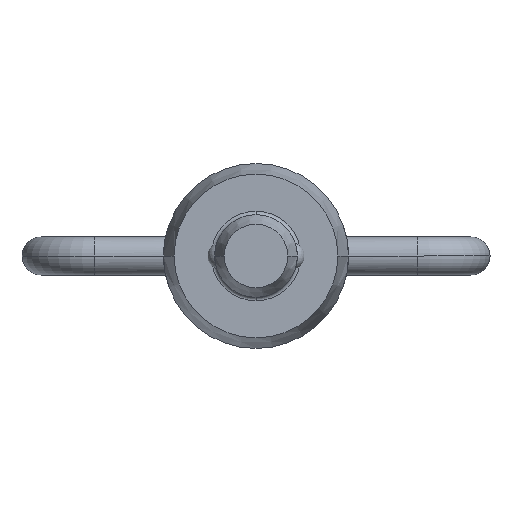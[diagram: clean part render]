
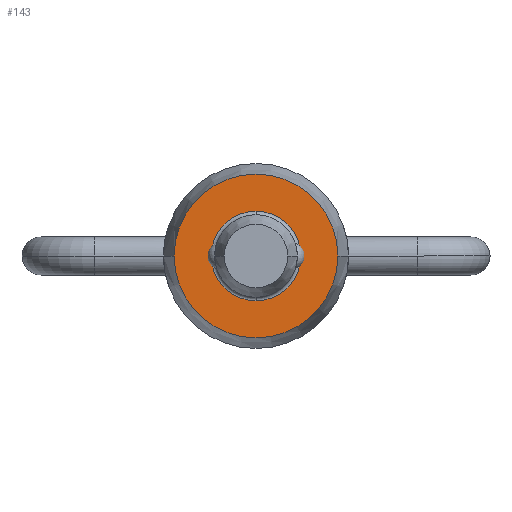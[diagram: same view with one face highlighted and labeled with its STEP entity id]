
A CAD part, front view. The second image highlights one B-rep face of the part: STEP entity #143.
In plain terms, the highlighted planar face has unit normal (0, -1, 0).
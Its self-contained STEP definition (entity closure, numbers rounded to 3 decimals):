
#143=ADVANCED_FACE('',(#283,#284),#285,.T.);
#283=FACE_OUTER_BOUND('',#416,.T.);
#284=FACE_BOUND('',#417,.T.);
#285=PLANE('',#418);
#416=EDGE_LOOP('',(#773,#774));
#417=EDGE_LOOP('',(#775,#776,#777));
#418=AXIS2_PLACEMENT_3D('',#778,#779,#780);
#773=ORIENTED_EDGE('',*,*,#872,.T.);
#774=ORIENTED_EDGE('',*,*,#867,.T.);
#775=ORIENTED_EDGE('',*,*,#926,.T.);
#776=ORIENTED_EDGE('',*,*,#821,.T.);
#777=ORIENTED_EDGE('',*,*,#927,.T.);
#778=CARTESIAN_POINT('',(-3.958,0.,0.0));
#779=DIRECTION('',(0.,-1.0,0.0));
#780=DIRECTION('',(1.0,0.,0.0));
#821=EDGE_CURVE('',#982,#988,#990,.T.);
#867=EDGE_CURVE('',#1059,#1056,#1060,.T.);
#872=EDGE_CURVE('',#1056,#1059,#1066,.T.);
#926=EDGE_CURVE('',#1130,#982,#1131,.T.);
#927=EDGE_CURVE('',#988,#1130,#1132,.T.);
#982=VERTEX_POINT('',#1210);
#988=VERTEX_POINT('',#1216);
#990=CIRCLE('',#1218,2.581);
#1056=VERTEX_POINT('',#1361);
#1059=VERTEX_POINT('',#1365);
#1060=CIRCLE('',#1366,4.722);
#1066=CIRCLE('',#1373,4.722);
#1130=VERTEX_POINT('',#1535);
#1131=CIRCLE('',#1536,2.581);
#1132=CIRCLE('',#1537,2.581);
#1210=CARTESIAN_POINT('',(0.,0.,2.581));
#1216=CARTESIAN_POINT('',(0.,0.,-2.581));
#1218=AXIS2_PLACEMENT_3D('',#1604,#1605,#1606);
#1361=CARTESIAN_POINT('',(-4.722,0.0,0.0));
#1365=CARTESIAN_POINT('',(4.722,0.,0.));
#1366=AXIS2_PLACEMENT_3D('',#1679,#1680,#1681);
#1373=AXIS2_PLACEMENT_3D('',#1689,#1690,#1691);
#1535=CARTESIAN_POINT('',(-2.581,0.0,0.0));
#1536=AXIS2_PLACEMENT_3D('',#1746,#1747,#1748);
#1537=AXIS2_PLACEMENT_3D('',#1749,#1750,#1751);
#1604=CARTESIAN_POINT('',(0.,0.0,0.0));
#1605=DIRECTION('',(0.,1.0,0.0));
#1606=DIRECTION('',(-1.0,0.,0.0));
#1679=CARTESIAN_POINT('',(0.,0.,0.));
#1680=DIRECTION('',(0.,-1.0,0.0));
#1681=DIRECTION('',(-1.0,0.,0.0));
#1689=CARTESIAN_POINT('',(0.,0.,0.));
#1690=DIRECTION('',(0.,-1.0,0.0));
#1691=DIRECTION('',(-1.0,0.,0.0));
#1746=CARTESIAN_POINT('',(0.,0.0,0.0));
#1747=DIRECTION('',(0.,1.0,0.0));
#1748=DIRECTION('',(-1.0,0.,0.0));
#1749=CARTESIAN_POINT('',(0.,0.0,0.0));
#1750=DIRECTION('',(0.,1.0,0.0));
#1751=DIRECTION('',(-1.0,0.,0.0));
